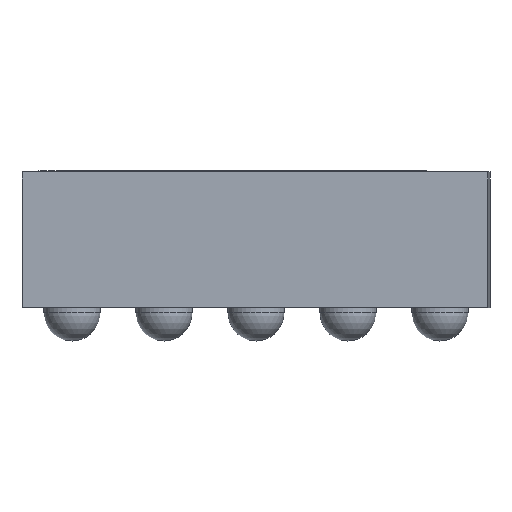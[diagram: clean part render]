
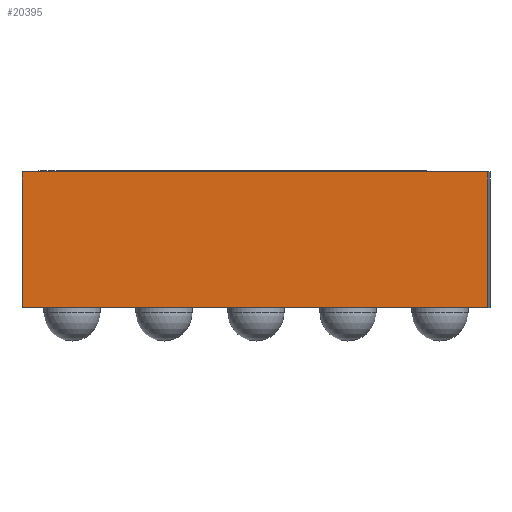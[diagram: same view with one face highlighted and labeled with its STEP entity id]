
A CAD part, left-side view. The second image highlights one B-rep face of the part: STEP entity #20395.
In plain terms, the highlighted planar face has unit normal (-1, 0, 0).
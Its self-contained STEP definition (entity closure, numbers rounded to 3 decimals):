
#20370 = VERTEX_POINT('',#20371);
#20371 = CARTESIAN_POINT('',(-3.02,-1.135,0.665));
#20377 = EDGE_CURVE('',#20378,#20370,#20380,.T.);
#20378 = VERTEX_POINT('',#20379);
#20379 = CARTESIAN_POINT('',(-3.02,-1.135,0.));
#20380 = LINE('',#20381,#20382);
#20381 = CARTESIAN_POINT('',(-3.02,-1.135,0.));
#20382 = VECTOR('',#20383,1.);
#20383 = DIRECTION('',(0.,0.,1.));
#20395 = ADVANCED_FACE('',(#20396),#20421,.T.);
#20396 = FACE_BOUND('',#20397,.T.);
#20397 = EDGE_LOOP('',(#20398,#20399,#20407,#20415));
#20398 = ORIENTED_EDGE('',*,*,#20377,.T.);
#20399 = ORIENTED_EDGE('',*,*,#20400,.T.);
#20400 = EDGE_CURVE('',#20370,#20401,#20403,.T.);
#20401 = VERTEX_POINT('',#20402);
#20402 = CARTESIAN_POINT('',(-3.02,1.145,0.665));
#20403 = LINE('',#20404,#20405);
#20404 = CARTESIAN_POINT('',(-3.02,-1.135,0.665));
#20405 = VECTOR('',#20406,1.);
#20406 = DIRECTION('',(0.,1.,0.));
#20407 = ORIENTED_EDGE('',*,*,#20408,.F.);
#20408 = EDGE_CURVE('',#20409,#20401,#20411,.T.);
#20409 = VERTEX_POINT('',#20410);
#20410 = CARTESIAN_POINT('',(-3.02,1.145,0.));
#20411 = LINE('',#20412,#20413);
#20412 = CARTESIAN_POINT('',(-3.02,1.145,0.));
#20413 = VECTOR('',#20414,1.);
#20414 = DIRECTION('',(0.,0.,1.));
#20415 = ORIENTED_EDGE('',*,*,#20416,.F.);
#20416 = EDGE_CURVE('',#20378,#20409,#20417,.T.);
#20417 = LINE('',#20418,#20419);
#20418 = CARTESIAN_POINT('',(-3.02,-1.135,0.));
#20419 = VECTOR('',#20420,1.);
#20420 = DIRECTION('',(0.,1.,0.));
#20421 = PLANE('',#20422);
#20422 = AXIS2_PLACEMENT_3D('',#20423,#20424,#20425);
#20423 = CARTESIAN_POINT('',(-3.02,-1.135,0.));
#20424 = DIRECTION('',(-1.,0.,0.));
#20425 = DIRECTION('',(0.,1.,0.));
